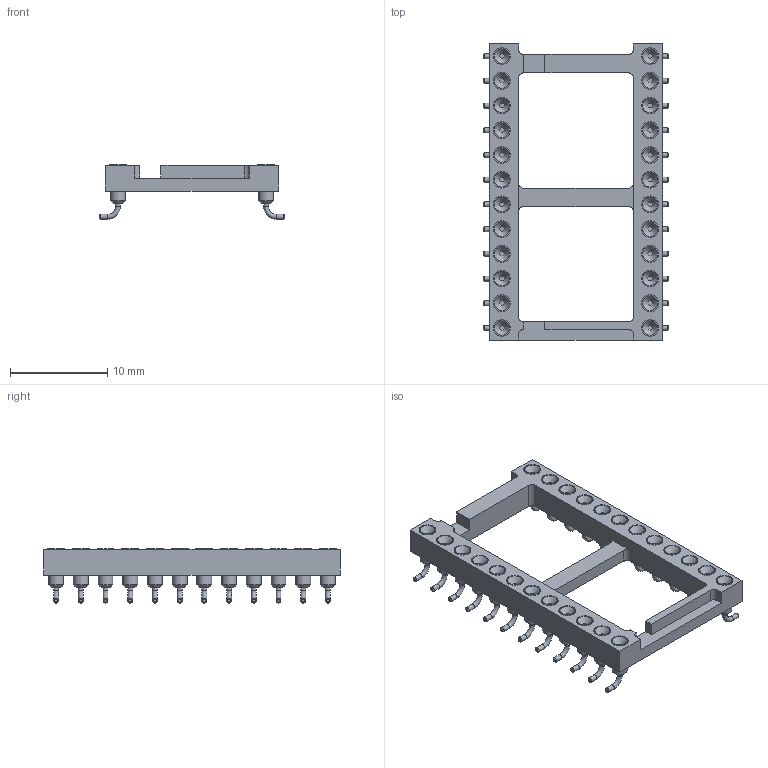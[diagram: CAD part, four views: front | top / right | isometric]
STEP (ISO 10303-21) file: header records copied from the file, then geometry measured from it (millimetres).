
FILE_DESCRIPTION(/* description */ ('model of DIP-24_W16.51mm_SMDSocket_LongPads'),/* implementation_level */ '2;1');
FILE_NAME(/* name */ 'DIP-24_W16.51mm_SMDSocket_LongPads.step',/* time_stamp */ '2017-11-03T14:52:31',/* author */ ('Terje Io','https://github.com/terjeio'),/* organization */ ('FreeCAD'),/* preprocessor_version */ 'OCC',/* originating_system */ 'kicad StepUp',/* authorisation */ '');
FILE_SCHEMA(('AUTOMOTIVE_DESIGN_CC2 { 1 2 10303 214 -1 1 5 4 }'));
Length unit declared in the file: millimetre
Products named in the file (1): DIP_24_W1651mm_SMDSocket_LongPads
Bounding box: 19.04 x 30.48 x 5.58 mm (x, y, z)
Volume: 658.6 mm3; surface area: 1319 mm2
Topology: 1 solids, 1 shells, 375 faces, 666 edges, 411 vertices
Faces by surface type: plane 147, cylinder 132, cone 72, torus 24
Full cylindrical faces by diameter (mm): 0.508 x72, 1.524 x24, 1.724 x24
Entity records: 11758 total; most frequent: DIRECTION 1802, CARTESIAN_POINT 1453, ORIENTED_EDGE 1332, AXIS2_PLACEMENT_3D 760, EDGE_CURVE 666, FACE_BOUND 497, EDGE_LOOP 497, VERTEX_POINT 411
